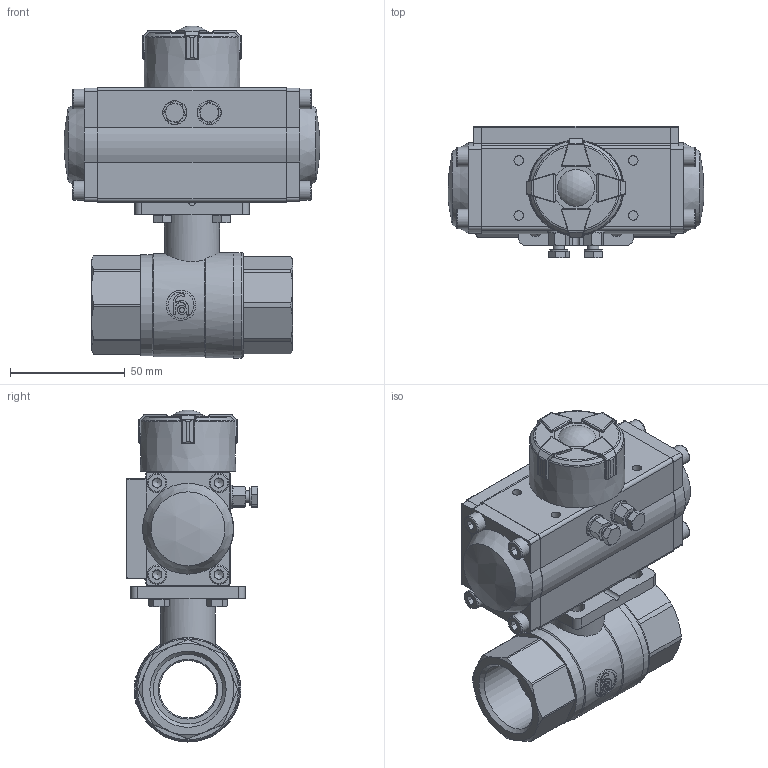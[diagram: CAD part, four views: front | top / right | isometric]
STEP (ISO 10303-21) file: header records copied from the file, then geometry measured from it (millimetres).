
FILE_DESCRIPTION(/* description */ ('Unknown'),/* implementation_level */ '2;1');
FILE_NAME(/* name */ 'PD01 0767-06',/* time_stamp */ '2025-01-14T11:04:32+01:00',/* author */ ('Unknown'),/* organization */ ('Unknown'),/* preprocessor_version */ 'ST-DEVELOPER v19.4',/* originating_system */ 'Solid Edge',/* authorisation */ 'Unknown');
FILE_SCHEMA (('AUTOMOTIVE_DESIGN {1 0 10303 214 3 1 1}'));
Length unit declared in the file: millimetre
Products named in the file (27): PD010767-06; 2.110.025_(767-06); LA0162#11025; OR0072#V38; SE0164#025; RO0079#06; AT0042#33; OR0072#V21; LA0022#025; LA0161#025; DIN 933 M5x12 A2-70 BLK_EDST; PD01; 32gangti; circlips for shaft--type a large gb_GB_CONNECTING_PIECE_RING_RRA 13; VT032-8 ______; plain washers-n series-grade a gb_GB_FASTENER_WASHER_PWNA 5; hex nut gradec_din_Hexagon Nut ISO 4034 - M5 - N; hex bolt gradeab_din_ISO 4014 - M5 x 25 x 16-N; socket head cap screw_din_DIN 912 M5 x 16 --- 16N; VT032-04-1; VT032_Welle; VT032-03-A 3D_; VT032-03-A 3D; Optische Anzeige; ______; ________(___________; cup head nib bolts with large head gb_GB_FASTENER_BOLT_CHNBW M6X25-N
Assembly tree (46 placements, depth 4):
  PD010767-06
    2.110.025_(767-06)
      LA0162#11025
      OR0072#V38  x2
      SE0164#025  x2
      RO0079#06
      AT0042#33
      OR0072#V21  x2
      LA0022#025
      LA0161#025
    DIN 933 M5x12 A2-70 BLK_EDST  x4
    PD01
      32gangti
      circlips for shaft--type a large gb_GB_CONNECTING_PIECE_RING_RRA 13
      VT032-8 ______
      plain washers-n series-grade a gb_GB_FASTENER_WASHER_PWNA 5  x2
      hex nut gradec_din_Hexagon Nut ISO 4034 - M5 - N  x2
      hex bolt gradeab_din_ISO 4014 - M5 x 25 x 16-N  x2
      socket head cap screw_din_DIN 912 M5 x 16 --- 16N  x8
      VT032-04-1  x2
      VT032_Welle
        VT032-03-A 3D_
        VT032-03-A 3D
      Optische Anzeige
        ______
        ________(___________  x4
        cup head nib bolts with large head gb_GB_FASTENER_BOLT_CHNBW M6X25-N
Bounding box: 111.55 x 57.5 x 144.81 mm (x, y, z)
Volume: 271765.5 mm3; surface area: 125152.3 mm2
Topology: 43 solids, 43 shells, 1445 faces, 3339 edges, 2088 vertices
Faces by surface type: plane 667, cylinder 432, cone 119, bspline 107, torus 105, sphere 15
Full cylindrical faces by diameter (mm): 1.7 x2, 2.189 x1, 2.5 x2, 3 x17, 3.242 x8, 3.3 x8, 4.134 x14, 4.2 x2, 4.5 x8, 4.66 x1, 5 x19, 5.3 x2, 5.5 x1, 6 x5, 6.2 x1, 7 x4, 8 x8, 8.1 x2, 8.5 x8, 8.57 x2, 9 x2, 9.53 x2, 10 x4, 10.5 x2, 10.8 x1, 11 x3, 11.02 x1, 11.1 x1, 11.2 x2, 11.358 x1
Entity records: 31127 total; most frequent: CARTESIAN_POINT 8413, DIRECTION 4218, ORIENTED_EDGE 3694, EDGE_CURVE 1847, AXIS2_PLACEMENT_3D 1722, FACE_BOUND 1328, EDGE_LOOP 1325, VERTEX_POINT 1315
